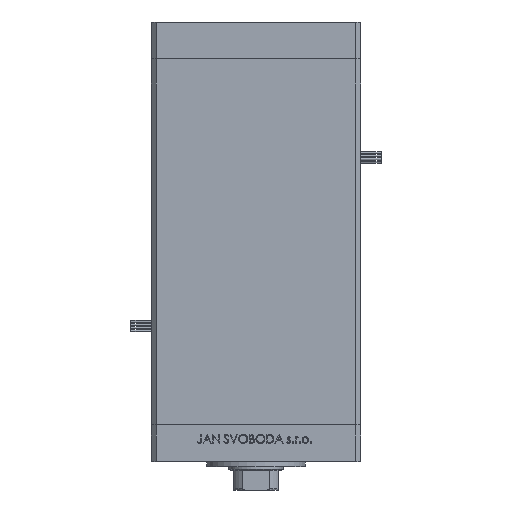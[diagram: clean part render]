
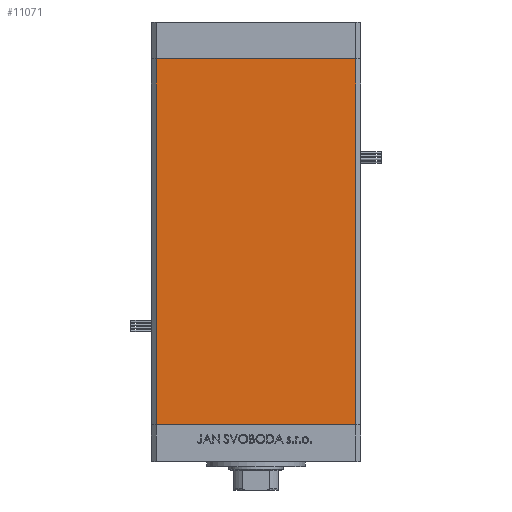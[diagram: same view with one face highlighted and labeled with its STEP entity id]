
A CAD part, front view. The second image highlights one B-rep face of the part: STEP entity #11071.
In plain terms, the highlighted planar face has unit normal (0, -1, 0).
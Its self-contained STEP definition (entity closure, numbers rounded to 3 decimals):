
#358 = CARTESIAN_POINT ( 'NONE',  ( -40.5, -37.5, 148.5 ) ) ;
#475 = ORIENTED_EDGE ( 'NONE', *, *, #16215, .F. ) ;
#1379 = VERTEX_POINT ( 'NONE', #358 ) ;
#2721 = EDGE_CURVE ( 'NONE', #7595, #18270, #15985, .T. ) ;
#3589 = DIRECTION ( 'NONE',  ( 0., 1., 0. ) ) ;
#4447 = CARTESIAN_POINT ( 'NONE',  ( 40.5, -37.5, 0. ) ) ;
#5158 = CARTESIAN_POINT ( 'NONE',  ( 40.5, -37.5, 148.5 ) ) ;
#6091 = EDGE_LOOP ( 'NONE', ( #9680, #47660, #475, #28572 ) ) ;
#6595 = VECTOR ( 'NONE', #48481, 1000. ) ;
#7595 = VERTEX_POINT ( 'NONE', #25262 ) ;
#9680 = ORIENTED_EDGE ( 'NONE', *, *, #38800, .T. ) ;
#11071 = ADVANCED_FACE ( 'NONE', ( #19958 ), #11505, .F. ) ;
#11207 = VECTOR ( 'NONE', #16488, 1000. ) ;
#11505 = PLANE ( 'NONE',  #36444 ) ;
#12133 = DIRECTION ( 'NONE',  ( 1., 0., 0. ) ) ;
#13454 = VECTOR ( 'NONE', #12133, 1000. ) ;
#15985 = LINE ( 'NONE', #5158, #37807 ) ;
#16215 = EDGE_CURVE ( 'NONE', #1379, #7595, #20987, .T. ) ;
#16246 = LINE ( 'NONE', #52190, #6595 ) ;
#16488 = DIRECTION ( 'NONE',  ( 1., 0., 0. ) ) ;
#18270 = VERTEX_POINT ( 'NONE', #4447 ) ;
#19958 = FACE_OUTER_BOUND ( 'NONE', #6091, .T. ) ;
#20987 = LINE ( 'NONE', #49252, #11207 ) ;
#25262 = CARTESIAN_POINT ( 'NONE',  ( 40.5, -37.5, 148.5 ) ) ;
#27861 = VERTEX_POINT ( 'NONE', #51365 ) ;
#28572 = ORIENTED_EDGE ( 'NONE', *, *, #36233, .T. ) ;
#32221 = LINE ( 'NONE', #51767, #13454 ) ;
#32374 = DIRECTION ( 'NONE',  ( 0., 0., -1. ) ) ;
#36233 = EDGE_CURVE ( 'NONE', #1379, #27861, #16246, .T. ) ;
#36444 = AXIS2_PLACEMENT_3D ( 'NONE', #51406, #3589, #39771 ) ;
#37807 = VECTOR ( 'NONE', #32374, 1000. ) ;
#38800 = EDGE_CURVE ( 'NONE', #27861, #18270, #32221, .T. ) ;
#39771 = DIRECTION ( 'NONE',  ( 0., 0., 1. ) ) ;
#47660 = ORIENTED_EDGE ( 'NONE', *, *, #2721, .F. ) ;
#48481 = DIRECTION ( 'NONE',  ( 0., 0., -1. ) ) ;
#49252 = CARTESIAN_POINT ( 'NONE',  ( -40.5, -37.5, 148.5 ) ) ;
#51365 = CARTESIAN_POINT ( 'NONE',  ( -40.5, -37.5, 0. ) ) ;
#51406 = CARTESIAN_POINT ( 'NONE',  ( -40.5, -37.5, 148.5 ) ) ;
#51767 = CARTESIAN_POINT ( 'NONE',  ( -40.5, -37.5, 0. ) ) ;
#52190 = CARTESIAN_POINT ( 'NONE',  ( -40.5, -37.5, 148.5 ) ) ;
